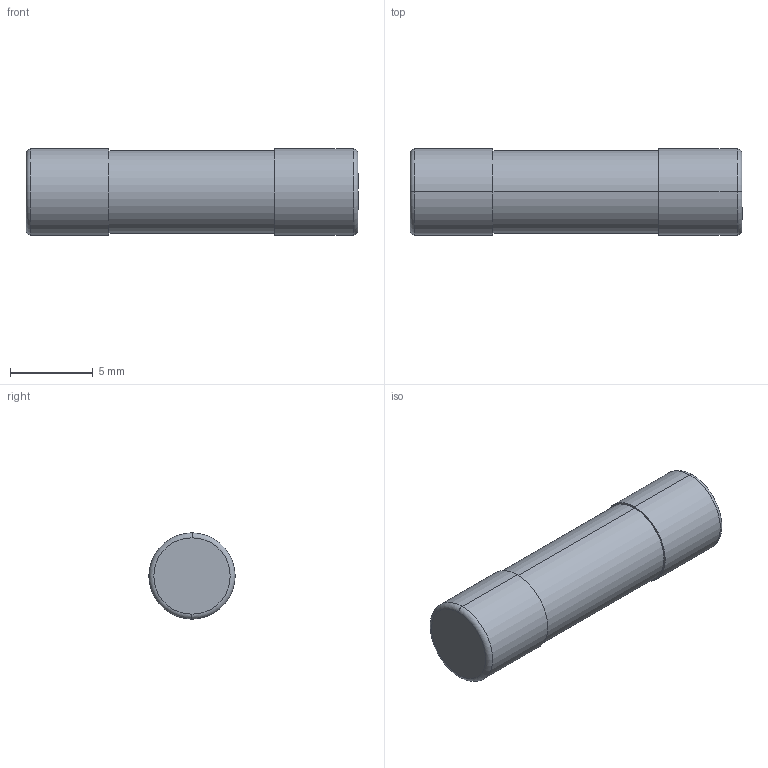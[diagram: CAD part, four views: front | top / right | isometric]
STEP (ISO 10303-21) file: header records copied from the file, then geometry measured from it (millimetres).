
FILE_DESCRIPTION (( 'STEP AP214' ), '1' );
FILE_NAME ('FUSE-SMD_D5.0-L20.0.step', '2022-06-28T10:39:03', ( '' ), ( '' ), 'SwSTEP 2.0', 'SolidWorks 2020', '' );
FILE_SCHEMA (( 'AUTOMOTIVE_DESIGN' ));
Length unit declared in the file: millimetre
Products named in the file (1): FUSE-SMD_D5.0-L20.0
Bounding box: 20 x 5.2 x 5.2 mm (x, y, z)
Volume: 408.1 mm3; surface area: 361.9 mm2
Topology: 1 solids, 1 shells, 238 faces, 641 edges, 426 vertices
Faces by surface type: plane 130, bspline 98, cylinder 6, torus 4
Entity records: 10577 total; most frequent: CARTESIAN_POINT 2612, ORIENTED_EDGE 1282, DIRECTION 743, EDGE_CURVE 641, VERTEX_POINT 426, LINE 421, VECTOR 421, EDGE_LOOP 259
